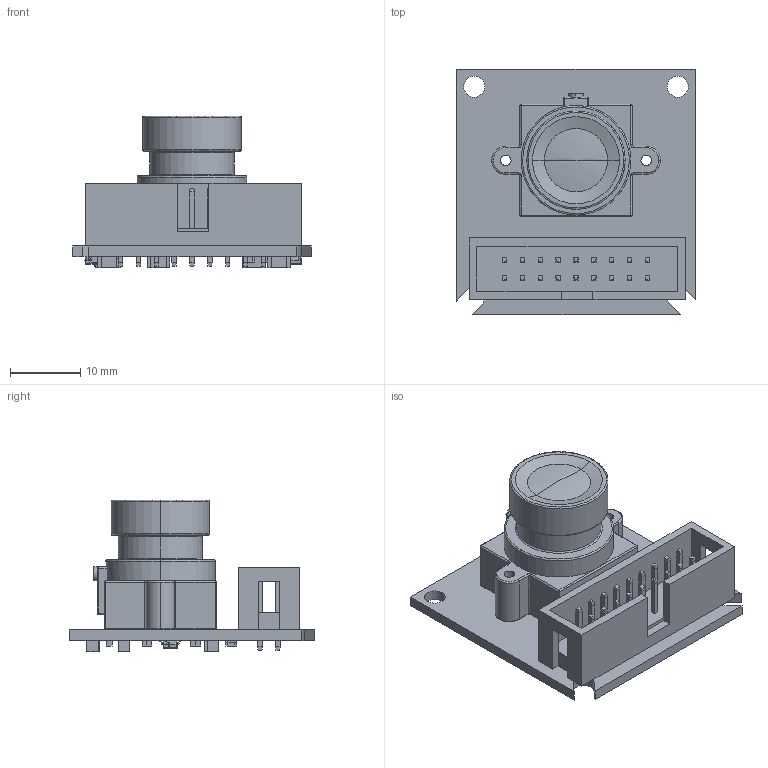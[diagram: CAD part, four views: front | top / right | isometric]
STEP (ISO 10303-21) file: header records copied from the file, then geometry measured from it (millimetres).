
FILE_DESCRIPTION (( 'STEP AP214' ), '1' );
FILE_NAME ('Camera_OV7670_IDC.STEP', '2023-09-20T06:45:44', ( '' ), ( '' ), 'SwSTEP 2.0', 'SolidWorks 2016', '' );
FILE_SCHEMA (( 'AUTOMOTIVE_DESIGN' ));
Length unit declared in the file: millimetre
Products named in the file (8): IDC_CONNECTOR; Stackpole CSR0402 Res_�� 㬮�砭��; SC-70-5_�� 㬮�砭��; CAP 0603_�� 㬮�砭��; CAP 1206_�� 㬮�砭��; CameraLens; PcbForCamera; Camera_OV7670_IDC
Assembly tree (17 placements, depth 2):
  Camera_OV7670_IDC
    PcbForCamera
    CameraLens
    CAP 1206_�� 㬮�砭��  x5
    CAP 0603_�� 㬮�砭��  x6
    SC-70-5_�� 㬮�砭��  x2
    Stackpole CSR0402 Res_�� 㬮�砭��
    IDC_CONNECTOR
Bounding box: 34 x 35 x 21.62 mm (x, y, z)
Volume: 6668.9 mm3; surface area: 6574.7 mm2
Topology: 19 solids, 19 shells, 1235 faces, 2643 edges, 1402 vertices
Faces by surface type: plane 711, cylinder 440, bspline 66, sphere 16, cone 2
Entity records: 33399 total; most frequent: CARTESIAN_POINT 6541, ORIENTED_EDGE 3658, DIRECTION 3528, EDGE_CURVE 1829, LINE 1450, VECTOR 1450, VERTEX_POINT 1096, AXIS2_PLACEMENT_3D 1039
